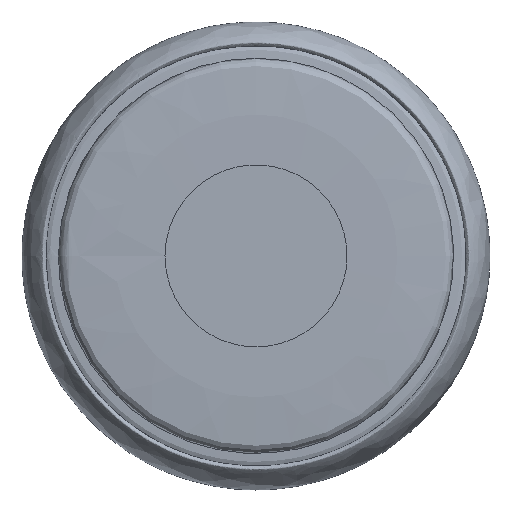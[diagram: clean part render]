
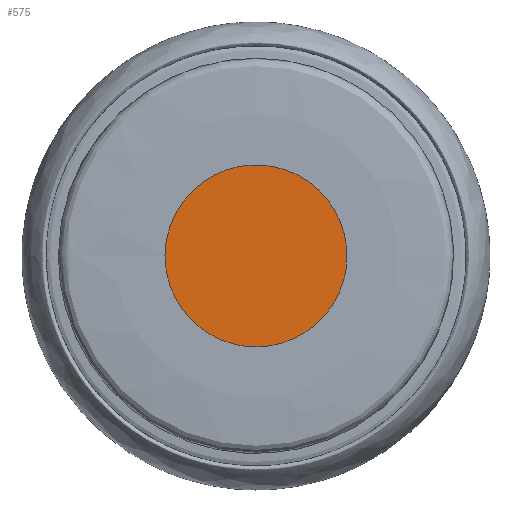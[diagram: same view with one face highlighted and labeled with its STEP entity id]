
A CAD part, top view. The second image highlights one B-rep face of the part: STEP entity #575.
In plain terms, the highlighted planar face has unit normal (0, 0, 1).
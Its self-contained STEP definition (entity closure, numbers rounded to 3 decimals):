
#47=PLANE('',#1962);
#126=(
BOUNDED_CURVE()
B_SPLINE_CURVE(2,(#5737,#5738,#5739,#5740,#5741,#5742,#5743,#5744,#5745),
 .UNSPECIFIED.,.T.,.F.)
B_SPLINE_CURVE_WITH_KNOTS((3,2,2,2,3),(0.,13.352,26.704,
40.055,53.407),.UNSPECIFIED.)
CURVE()
GEOMETRIC_REPRESENTATION_ITEM()
RATIONAL_B_SPLINE_CURVE((1.,0.707,1.,0.707,1.,0.707,
1.,0.707,1.))
REPRESENTATION_ITEM('')
);
#575=ADVANCED_FACE('',(#613),#47,.T.);
#613=FACE_OUTER_BOUND('',#674,.T.);
#674=EDGE_LOOP('',(#906));
#906=ORIENTED_EDGE('',*,*,#1240,.F.);
#1240=EDGE_CURVE('',#1753,#1753,#126,.T.);
#1753=VERTEX_POINT('',#5735);
#1962=AXIS2_PLACEMENT_3D('',#5734,#1972,$);
#1972=DIRECTION('',(0.,0.,1.));
#5734=CARTESIAN_POINT('',(-3.967,3.967,3.5));
#5735=CARTESIAN_POINT('',(-3.889,0.,3.5));
#5737=CARTESIAN_POINT('',(-3.889,0.,3.5));
#5738=CARTESIAN_POINT('',(-3.889,3.889,3.5));
#5739=CARTESIAN_POINT('',(0.,3.889,3.5));
#5740=CARTESIAN_POINT('',(3.889,3.889,3.5));
#5741=CARTESIAN_POINT('',(3.889,0.,3.5));
#5742=CARTESIAN_POINT('',(3.889,-3.889,3.5));
#5743=CARTESIAN_POINT('',(0.,-3.889,3.5));
#5744=CARTESIAN_POINT('',(-3.889,-3.889,3.5));
#5745=CARTESIAN_POINT('',(-3.889,0.,3.5));
